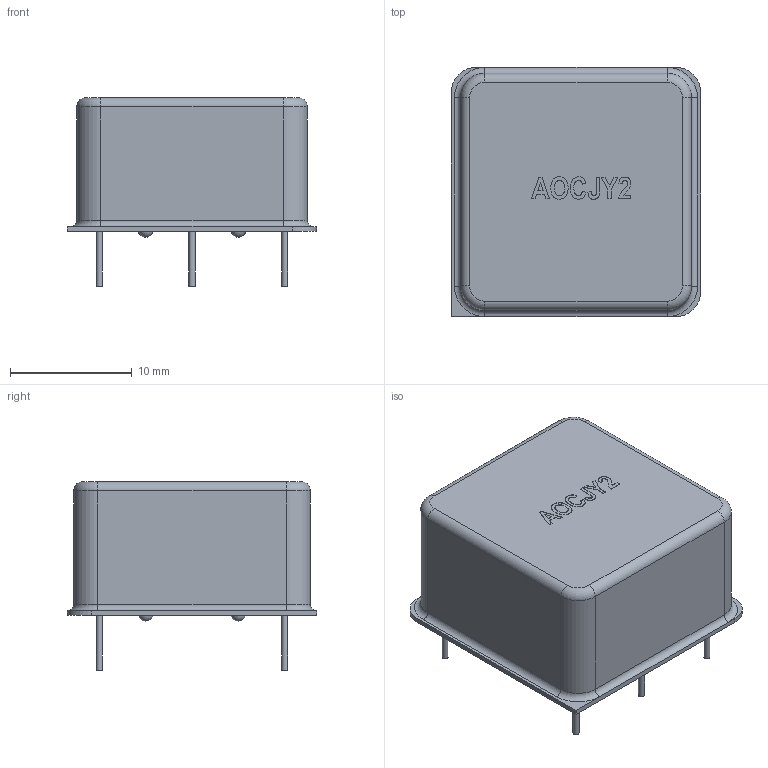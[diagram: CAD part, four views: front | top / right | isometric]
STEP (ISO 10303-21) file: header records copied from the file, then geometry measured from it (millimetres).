
FILE_DESCRIPTION(/* description */ ('STEP AP214'),/* implementation_level */ '2;1');
FILE_NAME(/* name */ 'Abracon AOCJY2.step',/* time_stamp */ '2025-11-11T21:52:31Z',/* author */ (''),/* organization */ (''),/* preprocessor_version */ 'ST-DEVELOPER v20.1',/* originating_system */ 'Autodesk Translation Framework v14.17.0.0',/* authorisation */ '');
FILE_SCHEMA (('AUTOMOTIVE_DESIGN { 1 0 10303 214 3 1 1 }'));
Length unit declared in the file: millimetre
Products named in the file (1): AOCJY2
Bounding box: 20.5 x 20.5 x 15.5 mm (x, y, z)
Volume: 4058.8 mm3; surface area: 1646.9 mm2
Topology: 1 solids, 1 shells, 122 faces, 293 edges, 190 vertices
Faces by surface type: plane 55, bspline 35, cylinder 20, torus 8, sphere 4
Full cylindrical faces by diameter (mm): 0.5 x5
Entity records: 5315 total; most frequent: CARTESIAN_POINT 2625, ORIENTED_EDGE 586, DIRECTION 451, EDGE_CURVE 293, VERTEX_POINT 190, LINE 171, VECTOR 171, AXIS2_PLACEMENT_3D 140
